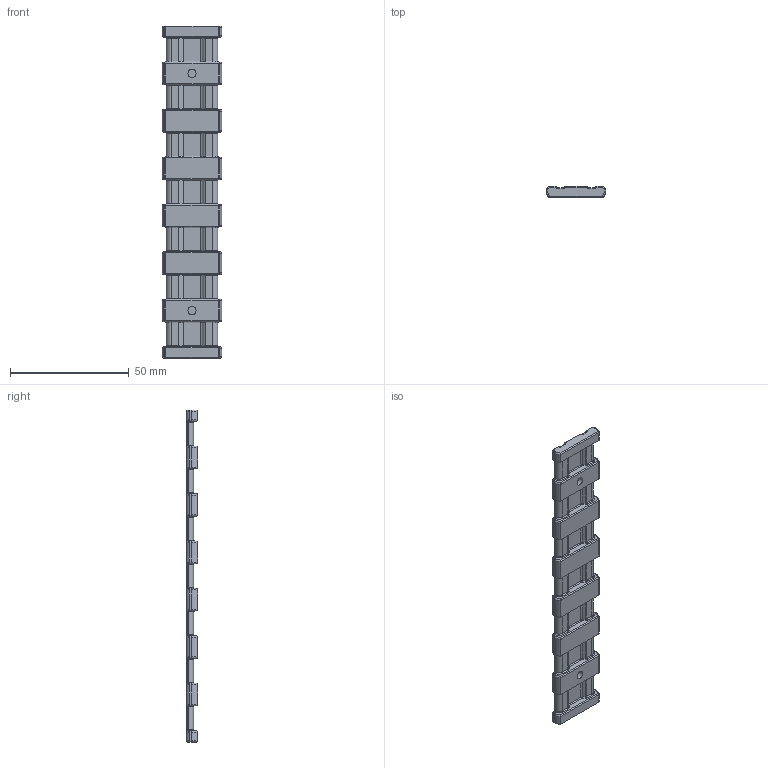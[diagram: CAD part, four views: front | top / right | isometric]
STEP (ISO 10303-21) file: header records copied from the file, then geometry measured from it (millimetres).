
FILE_DESCRIPTION(/* description */ (''),/* implementation_level */ '2;1');
FILE_NAME(/* name */ '140x25mm-Cable-Channel-frame.stp',/* time_stamp */ '2023-06-26T16:02:24+03:00',/* author */ ('v_b'),/* organization */ (''),/* preprocessor_version */ 'ST-DEVELOPER v19.2',/* originating_system */ 'Autodesk Inventor 2023',/* authorisation */ '');
FILE_SCHEMA (('AUTOMOTIVE_DESIGN { 1 0 10303 214 3 1 1 }'));
Length unit declared in the file: millimetre
Products named in the file (1): 25x40mm-Cable-Channel-frame_140mm
Bounding box: 25 x 4.7 x 140 mm (x, y, z)
Volume: 10516.9 mm3; surface area: 8426.2 mm2
Topology: 1 solids, 1 shells, 732 faces, 1698 edges, 972 vertices
Faces by surface type: cylinder 256, plane 190, bspline 132, torus 124, cone 30
Full cylindrical faces by diameter (mm): 3.4 x2, 7 x2
Entity records: 28727 total; most frequent: CARTESIAN_POINT 11571, DIRECTION 3548, ORIENTED_EDGE 3396, EDGE_CURVE 1698, AXIS2_PLACEMENT_3D 1369, VERTEX_POINT 972, LINE 810, VECTOR 810
